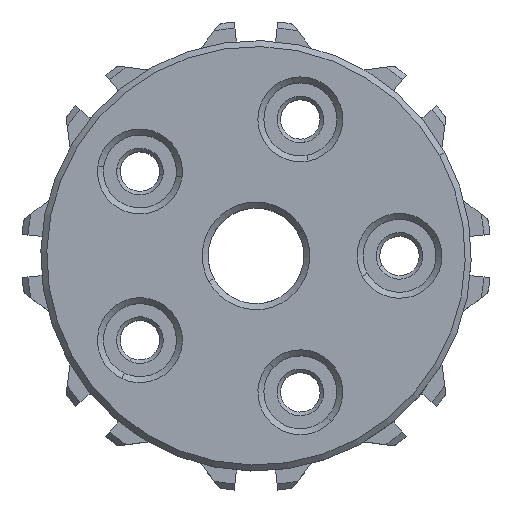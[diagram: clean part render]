
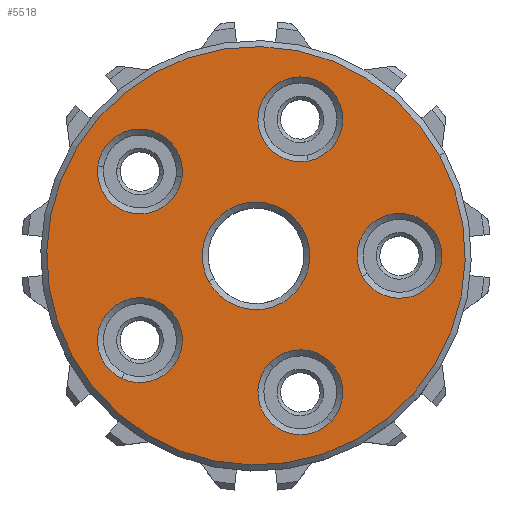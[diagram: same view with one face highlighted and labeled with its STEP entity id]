
A CAD part, top view. The second image highlights one B-rep face of the part: STEP entity #5518.
In plain terms, the highlighted planar face has unit normal (0, 0, 1).
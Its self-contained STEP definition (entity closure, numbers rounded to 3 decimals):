
#3363=CARTESIAN_POINT('Vertex',(-3.949,-2.157,6.25)) ;
#3379=CARTESIAN_POINT('Vertex',(3.949,2.157,6.25)) ;
#3382=CARTESIAN_POINT('Axis2P3D Location',(0.,0.,6.25)) ;
#3399=CARTESIAN_POINT('Axis2P3D Location',(0.,0.,6.25)) ;
#3422=CARTESIAN_POINT('Vertex',(15.358,8.39,6.25)) ;
#3425=CARTESIAN_POINT('Axis2P3D Location',(0.,0.,6.25)) ;
#3429=CARTESIAN_POINT('Vertex',(-15.358,-8.39,6.25)) ;
#3451=CARTESIAN_POINT('Axis2P3D Location',(0.,0.,6.25)) ;
#5415=CARTESIAN_POINT('Axis2P3D Location',(4.5,0.,6.25)) ;
#5428=CARTESIAN_POINT('Axis2P3D Location',(12.,0.,6.25)) ;
#5432=CARTESIAN_POINT('Vertex',(15.115,1.702,6.25)) ;
#5434=CARTESIAN_POINT('Vertex',(8.885,-1.702,6.25)) ;
#5437=CARTESIAN_POINT('Axis2P3D Location',(12.,0.,6.25)) ;
#5446=CARTESIAN_POINT('Axis2P3D Location',(3.708,11.413,6.25)) ;
#5450=CARTESIAN_POINT('Vertex',(3.052,14.902,6.25)) ;
#5452=CARTESIAN_POINT('Vertex',(4.364,7.924,6.25)) ;
#5455=CARTESIAN_POINT('Axis2P3D Location',(3.708,11.413,6.25)) ;
#5464=CARTESIAN_POINT('Axis2P3D Location',(-9.708,7.053,6.25)) ;
#5468=CARTESIAN_POINT('Vertex',(-13.229,7.508,6.25)) ;
#5470=CARTESIAN_POINT('Vertex',(-6.187,6.599,6.25)) ;
#5473=CARTESIAN_POINT('Axis2P3D Location',(-9.708,7.053,6.25)) ;
#5482=CARTESIAN_POINT('Axis2P3D Location',(-9.708,-7.053,6.25)) ;
#5486=CARTESIAN_POINT('Vertex',(-11.228,-10.262,6.25)) ;
#5488=CARTESIAN_POINT('Vertex',(-8.188,-3.845,6.25)) ;
#5491=CARTESIAN_POINT('Axis2P3D Location',(-9.708,-7.053,6.25)) ;
#5500=CARTESIAN_POINT('Axis2P3D Location',(3.708,-11.413,6.25)) ;
#5504=CARTESIAN_POINT('Vertex',(6.29,-13.85,6.25)) ;
#5506=CARTESIAN_POINT('Vertex',(1.127,-8.976,6.25)) ;
#5509=CARTESIAN_POINT('Axis2P3D Location',(3.708,-11.413,6.25)) ;
#3383=DIRECTION('Axis2P3D Direction',(0.,0.,1.)) ;
#3400=DIRECTION('Axis2P3D Direction',(0.,0.,1.)) ;
#3426=DIRECTION('Axis2P3D Direction',(0.,0.,-1.)) ;
#3452=DIRECTION('Axis2P3D Direction',(0.,0.,-1.)) ;
#5416=DIRECTION('Axis2P3D Direction',(0.,0.,1.)) ;
#5417=DIRECTION('Axis2P3D XDirection',(1.,0.,0.)) ;
#5429=DIRECTION('Axis2P3D Direction',(0.,0.,1.)) ;
#5438=DIRECTION('Axis2P3D Direction',(0.,0.,1.)) ;
#5447=DIRECTION('Axis2P3D Direction',(0.,0.,1.)) ;
#5456=DIRECTION('Axis2P3D Direction',(0.,0.,1.)) ;
#5465=DIRECTION('Axis2P3D Direction',(0.,0.,1.)) ;
#5474=DIRECTION('Axis2P3D Direction',(0.,0.,1.)) ;
#5483=DIRECTION('Axis2P3D Direction',(0.,0.,1.)) ;
#5492=DIRECTION('Axis2P3D Direction',(0.,0.,1.)) ;
#5501=DIRECTION('Axis2P3D Direction',(0.,0.,1.)) ;
#5510=DIRECTION('Axis2P3D Direction',(0.,0.,1.)) ;
#3384=AXIS2_PLACEMENT_3D('Circle Axis2P3D',#3382,#3383,$) ;
#3401=AXIS2_PLACEMENT_3D('Circle Axis2P3D',#3399,#3400,$) ;
#3427=AXIS2_PLACEMENT_3D('Circle Axis2P3D',#3425,#3426,$) ;
#3453=AXIS2_PLACEMENT_3D('Circle Axis2P3D',#3451,#3452,$) ;
#5418=AXIS2_PLACEMENT_3D('Plane Axis2P3D',#5415,#5416,#5417) ;
#5430=AXIS2_PLACEMENT_3D('Circle Axis2P3D',#5428,#5429,$) ;
#5439=AXIS2_PLACEMENT_3D('Circle Axis2P3D',#5437,#5438,$) ;
#5448=AXIS2_PLACEMENT_3D('Circle Axis2P3D',#5446,#5447,$) ;
#5457=AXIS2_PLACEMENT_3D('Circle Axis2P3D',#5455,#5456,$) ;
#5466=AXIS2_PLACEMENT_3D('Circle Axis2P3D',#5464,#5465,$) ;
#5475=AXIS2_PLACEMENT_3D('Circle Axis2P3D',#5473,#5474,$) ;
#5484=AXIS2_PLACEMENT_3D('Circle Axis2P3D',#5482,#5483,$) ;
#5493=AXIS2_PLACEMENT_3D('Circle Axis2P3D',#5491,#5492,$) ;
#5502=AXIS2_PLACEMENT_3D('Circle Axis2P3D',#5500,#5501,$) ;
#5511=AXIS2_PLACEMENT_3D('Circle Axis2P3D',#5509,#5510,$) ;
#3385=CIRCLE('generated circle',#3384,4.5) ;
#3402=CIRCLE('generated circle',#3401,4.5) ;
#3428=CIRCLE('generated circle',#3427,17.5) ;
#3454=CIRCLE('generated circle',#3453,17.5) ;
#5431=CIRCLE('generated circle',#5430,3.55) ;
#5440=CIRCLE('generated circle',#5439,3.55) ;
#5449=CIRCLE('generated circle',#5448,3.55) ;
#5458=CIRCLE('generated circle',#5457,3.55) ;
#5467=CIRCLE('generated circle',#5466,3.55) ;
#5476=CIRCLE('generated circle',#5475,3.55) ;
#5485=CIRCLE('generated circle',#5484,3.55) ;
#5494=CIRCLE('generated circle',#5493,3.55) ;
#5503=CIRCLE('generated circle',#5502,3.55) ;
#5512=CIRCLE('generated circle',#5511,3.55) ;
#5419=PLANE('',#5418) ;
#5427=FACE_BOUND('',#5424,.T.) ;
#5445=FACE_BOUND('',#5442,.T.) ;
#5463=FACE_BOUND('',#5460,.T.) ;
#5481=FACE_BOUND('',#5478,.T.) ;
#5499=FACE_BOUND('',#5496,.T.) ;
#5517=FACE_BOUND('',#5514,.T.) ;
#3386=EDGE_CURVE('',#3380,#3364,#3385,.T.) ;
#3403=EDGE_CURVE('',#3364,#3380,#3402,.T.) ;
#3431=EDGE_CURVE('',#3430,#3423,#3428,.F.) ;
#3455=EDGE_CURVE('',#3423,#3430,#3454,.F.) ;
#5436=EDGE_CURVE('',#5433,#5435,#5431,.T.) ;
#5441=EDGE_CURVE('',#5435,#5433,#5440,.T.) ;
#5454=EDGE_CURVE('',#5451,#5453,#5449,.T.) ;
#5459=EDGE_CURVE('',#5453,#5451,#5458,.T.) ;
#5472=EDGE_CURVE('',#5469,#5471,#5467,.T.) ;
#5477=EDGE_CURVE('',#5471,#5469,#5476,.T.) ;
#5490=EDGE_CURVE('',#5487,#5489,#5485,.T.) ;
#5495=EDGE_CURVE('',#5489,#5487,#5494,.T.) ;
#5508=EDGE_CURVE('',#5505,#5507,#5503,.T.) ;
#5513=EDGE_CURVE('',#5507,#5505,#5512,.T.) ;
#5420=EDGE_LOOP('',(#5421,#5422)) ;
#5424=EDGE_LOOP('',(#5425,#5426)) ;
#5442=EDGE_LOOP('',(#5443,#5444)) ;
#5460=EDGE_LOOP('',(#5461,#5462)) ;
#5478=EDGE_LOOP('',(#5479,#5480)) ;
#5496=EDGE_LOOP('',(#5497,#5498)) ;
#5514=EDGE_LOOP('',(#5515,#5516)) ;
#5421=ORIENTED_EDGE('',*,*,#3431,.T.) ;
#5422=ORIENTED_EDGE('',*,*,#3455,.T.) ;
#5425=ORIENTED_EDGE('',*,*,#3386,.F.) ;
#5426=ORIENTED_EDGE('',*,*,#3403,.F.) ;
#5443=ORIENTED_EDGE('',*,*,#5436,.F.) ;
#5444=ORIENTED_EDGE('',*,*,#5441,.F.) ;
#5461=ORIENTED_EDGE('',*,*,#5454,.F.) ;
#5462=ORIENTED_EDGE('',*,*,#5459,.F.) ;
#5479=ORIENTED_EDGE('',*,*,#5472,.F.) ;
#5480=ORIENTED_EDGE('',*,*,#5477,.F.) ;
#5497=ORIENTED_EDGE('',*,*,#5490,.F.) ;
#5498=ORIENTED_EDGE('',*,*,#5495,.F.) ;
#5515=ORIENTED_EDGE('',*,*,#5508,.F.) ;
#5516=ORIENTED_EDGE('',*,*,#5513,.F.) ;
#3364=VERTEX_POINT('',#3363) ;
#3380=VERTEX_POINT('',#3379) ;
#3423=VERTEX_POINT('',#3422) ;
#3430=VERTEX_POINT('',#3429) ;
#5433=VERTEX_POINT('',#5432) ;
#5435=VERTEX_POINT('',#5434) ;
#5451=VERTEX_POINT('',#5450) ;
#5453=VERTEX_POINT('',#5452) ;
#5469=VERTEX_POINT('',#5468) ;
#5471=VERTEX_POINT('',#5470) ;
#5487=VERTEX_POINT('',#5486) ;
#5489=VERTEX_POINT('',#5488) ;
#5505=VERTEX_POINT('',#5504) ;
#5507=VERTEX_POINT('',#5506) ;
#5518=ADVANCED_FACE('MOYEU_ARRIERE_ROUE_FW01',(#5423,#5427,#5445,#5463,#5481,#5499,#5517),#5419,.T.) ;
#5423=FACE_OUTER_BOUND('',#5420,.T.) ;
